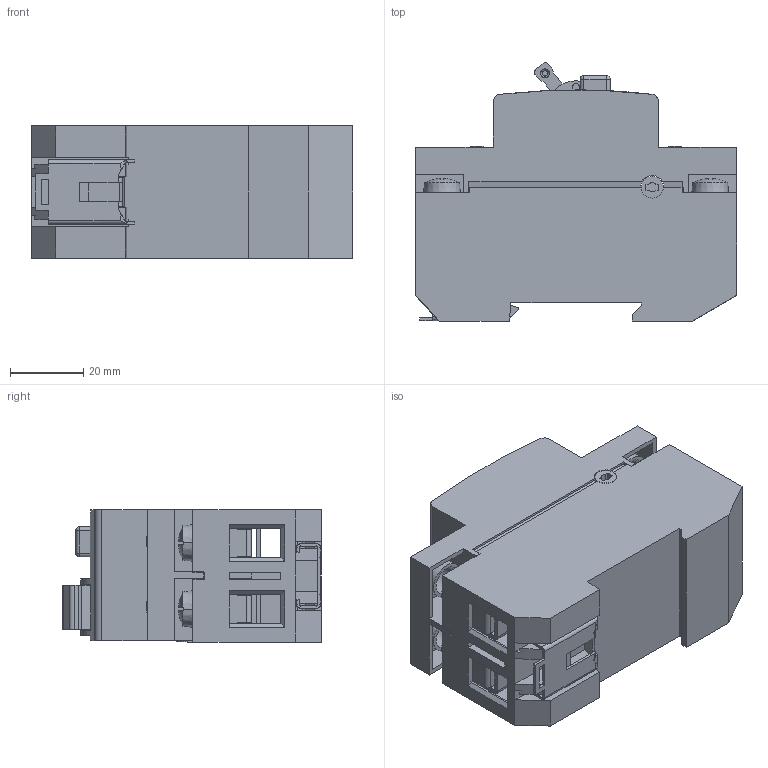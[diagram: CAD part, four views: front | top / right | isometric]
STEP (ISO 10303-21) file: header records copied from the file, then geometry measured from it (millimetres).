
FILE_DESCRIPTION((''),'2;1');
FILE_NAME('0000000714_ASM','2019-09-18T',('luka.skrinjar'),('Audax d.o.o.'),'CREO PARAMETRIC BY PTC INC, 2016050','CREO PARAMETRIC BY PTC INC, 2016050','');
FILE_SCHEMA(('AUTOMOTIVE_DESIGN { 1 0 10303 214 1 1 1 1 }'));
Length unit declared in the file: millimetre
Products named in the file (16): 0000057622; 0000000706; 0000000533; 0000000470; 0000000695_ASM; 0000000703; 0000000692_ASM; 0000000704; 0000000708_ASM; 0000000712; 0000001049; GRED_2P; 0000000069; 0000000727; ETI; 0000000714_ASM
Assembly tree (20 placements, depth 3):
  0000000714_ASM
    0000057622
    0000000695_ASM
      0000000706
      0000000533
      0000000470
    0000000692_ASM
      0000000703
      0000000533
      0000000470
    0000000708_ASM  x2
      0000000704
      0000000533
      0000000470
    0000000712
    0000001049
    GRED_2P
    0000000069
    0000000727
    ETI
Bounding box: 87.55 x 70.44 x 36 mm (x, y, z)
Volume: 52078.5 mm3; surface area: 58214.1 mm2
Topology: 19 solids, 21 shells, 1073 faces, 2969 edges, 1929 vertices
Faces by surface type: plane 805, cylinder 201, extrusion 29, cone 20, sphere 12, bspline 6
Entity records: 37435 total; most frequent: CARTESIAN_POINT 5558, ORIENTED_EDGE 4426, DIRECTION 4066, PRESENTATION_STYLE_ASSIGNMENT 2745, STYLED_ITEM 2745, CURVE_STYLE 2242, EDGE_CURVE 2213, VECTOR 1834
